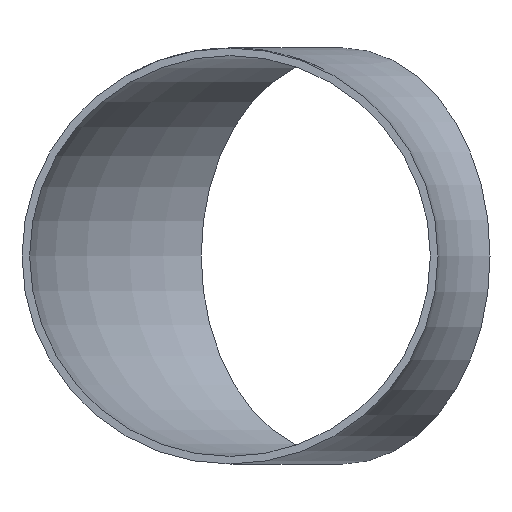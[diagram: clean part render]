
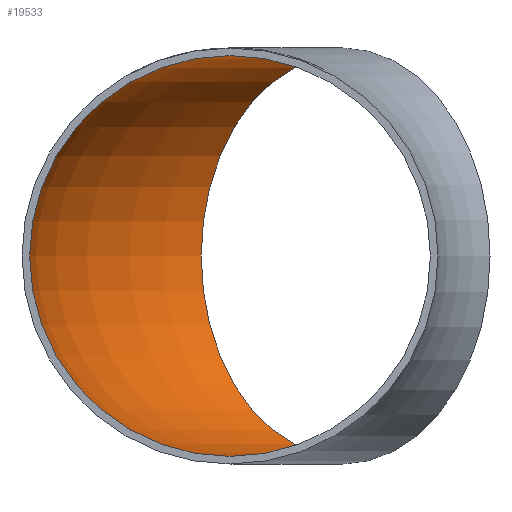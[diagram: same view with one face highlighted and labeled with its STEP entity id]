
A CAD part, front view. The second image highlights one B-rep face of the part: STEP entity #19533.
In plain terms, the highlighted toroidal (fillet/blend) face has major radius 203 mm and minor radius 105.55 mm.
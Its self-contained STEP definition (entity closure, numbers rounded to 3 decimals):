
#515 = TOROIDAL_SURFACE ( 'NONE', #23624, 203., 105.55 ) ;
#699 = CARTESIAN_POINT ( 'NONE',  ( 0., 0., 0. ) ) ;
#2090 = AXIS2_PLACEMENT_3D ( 'NONE', #12488, #8378, #20823 ) ;
#4633 = VERTEX_POINT ( 'NONE', #12956 ) ;
#5556 = EDGE_CURVE ( 'NONE', #25382, #25382, #9912, .T. ) ;
#6340 = ORIENTED_EDGE ( 'NONE', *, *, #5556, .T. ) ;
#8378 = DIRECTION ( 'NONE',  ( 0.707, 0.707, 0. ) ) ;
#9912 = CIRCLE ( 'NONE', #2090, 105.55 ) ;
#9980 = AXIS2_PLACEMENT_3D ( 'NONE', #14396, #22727, #14662 ) ;
#12488 = CARTESIAN_POINT ( 'NONE',  ( -143.543, 143.543, 0. ) ) ;
#12956 = CARTESIAN_POINT ( 'NONE',  ( -203., 0., 105.55 ) ) ;
#13055 = EDGE_CURVE ( 'NONE', #4633, #4633, #14356, .T. ) ;
#14356 = CIRCLE ( 'NONE', #9980, 105.55 ) ;
#14396 = CARTESIAN_POINT ( 'NONE',  ( -203., 0., 0. ) ) ;
#14662 = DIRECTION ( 'NONE',  ( 0., 0., 1. ) ) ;
#15034 = FACE_OUTER_BOUND ( 'NONE', #25857, .T. ) ;
#15159 = FACE_OUTER_BOUND ( 'NONE', #20363, .T. ) ;
#17342 = DIRECTION ( 'NONE',  ( 0., 0., -1. ) ) ;
#18070 = ORIENTED_EDGE ( 'NONE', *, *, #13055, .F. ) ;
#19533 = ADVANCED_FACE ( 'NONE', ( #15159, #15034 ), #515, .F. ) ;
#20363 = EDGE_LOOP ( 'NONE', ( #6340 ) ) ;
#20823 = DIRECTION ( 'NONE',  ( -0.707, 0.707, 0. ) ) ;
#21168 = CARTESIAN_POINT ( 'NONE',  ( -218.178, 218.178, 0. ) ) ;
#22727 = DIRECTION ( 'NONE',  ( 0., 1., 0. ) ) ;
#23624 = AXIS2_PLACEMENT_3D ( 'NONE', #699, #17342, #25670 ) ;
#25382 = VERTEX_POINT ( 'NONE', #21168 ) ;
#25670 = DIRECTION ( 'NONE',  ( -1., 0., 0. ) ) ;
#25857 = EDGE_LOOP ( 'NONE', ( #18070 ) ) ;
